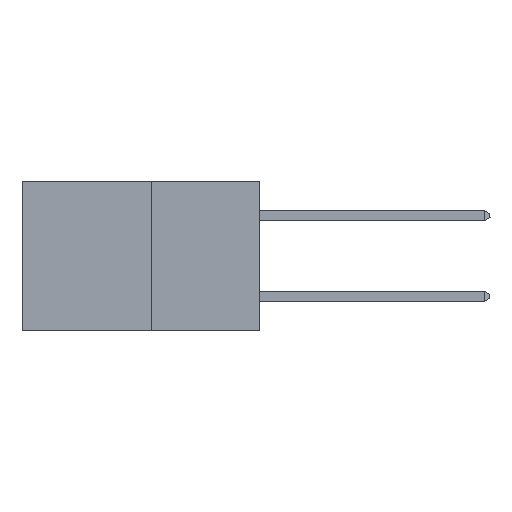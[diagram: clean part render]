
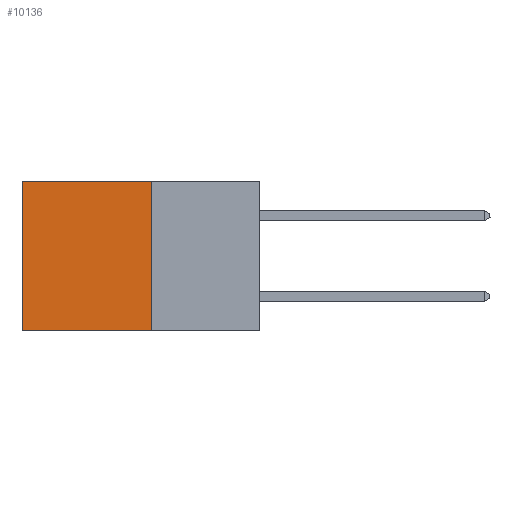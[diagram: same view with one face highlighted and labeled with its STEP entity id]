
A CAD part, left-side view. The second image highlights one B-rep face of the part: STEP entity #10136.
In plain terms, the highlighted planar face has unit normal (-1, 0, 0).
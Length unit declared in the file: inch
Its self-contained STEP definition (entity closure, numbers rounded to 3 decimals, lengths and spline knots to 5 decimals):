
#379 = CARTESIAN_POINT ( 'NONE',  ( 0.277, 0.27, -0.37 ) ) ;
#565 = LINE ( 'NONE', #3371, #6948 ) ;
#2023 = DIRECTION ( 'NONE',  ( 0., 0., -1. ) ) ;
#2155 = VERTEX_POINT ( 'NONE', #379 ) ;
#2484 = CARTESIAN_POINT ( 'NONE',  ( 0.277, 0.27, 0. ) ) ;
#3371 = CARTESIAN_POINT ( 'NONE',  ( 0.277, 0.27, -0.37 ) ) ;
#4150 = CARTESIAN_POINT ( 'NONE',  ( 0.277, 0.27, -0.37 ) ) ;
#5979 = LINE ( 'NONE', #15411, #19244 ) ;
#6162 = EDGE_CURVE ( 'NONE', #13039, #11984, #26758, .T. ) ;
#6948 = VECTOR ( 'NONE', #32538, 39.37008 ) ;
#7936 = CARTESIAN_POINT ( 'NONE',  ( 0.277, 0.27, 0. ) ) ;
#10136 = ADVANCED_FACE ( 'NONE', ( #28276 ), #28046, .F. ) ;
#11740 = ORIENTED_EDGE ( 'NONE', *, *, #28464, .F. ) ;
#11984 = VERTEX_POINT ( 'NONE', #16870 ) ;
#13039 = VERTEX_POINT ( 'NONE', #24180 ) ;
#14912 = DIRECTION ( 'NONE',  ( 1., 0., 0. ) ) ;
#15091 = AXIS2_PLACEMENT_3D ( 'NONE', #4150, #14912, #33276 ) ;
#15411 = CARTESIAN_POINT ( 'NONE',  ( 0.277, 0.27, -0.37 ) ) ;
#15845 = DIRECTION ( 'NONE',  ( 0., 1., 0. ) ) ;
#16870 = CARTESIAN_POINT ( 'NONE',  ( 0.277, 0.59, -0.37 ) ) ;
#17803 = LINE ( 'NONE', #7936, #24801 ) ;
#18085 = VECTOR ( 'NONE', #22984, 39.37008 ) ;
#19244 = VECTOR ( 'NONE', #2023, 39.37008 ) ;
#19590 = EDGE_CURVE ( 'NONE', #27491, #2155, #5979, .T. ) ;
#19815 = ORIENTED_EDGE ( 'NONE', *, *, #25424, .T. ) ;
#20726 = ORIENTED_EDGE ( 'NONE', *, *, #19590, .F. ) ;
#22984 = DIRECTION ( 'NONE',  ( 0., 0., -1. ) ) ;
#23726 = EDGE_LOOP ( 'NONE', ( #31859, #11740, #20726, #19815 ) ) ;
#24180 = CARTESIAN_POINT ( 'NONE',  ( 0.277, 0.59, 0. ) ) ;
#24801 = VECTOR ( 'NONE', #15845, 39.37008 ) ;
#25424 = EDGE_CURVE ( 'NONE', #27491, #13039, #17803, .T. ) ;
#26758 = LINE ( 'NONE', #30239, #18085 ) ;
#27491 = VERTEX_POINT ( 'NONE', #2484 ) ;
#28046 = PLANE ( 'NONE',  #15091 ) ;
#28276 = FACE_OUTER_BOUND ( 'NONE', #23726, .T. ) ;
#28464 = EDGE_CURVE ( 'NONE', #2155, #11984, #565, .T. ) ;
#30239 = CARTESIAN_POINT ( 'NONE',  ( 0.277, 0.59, -0.37 ) ) ;
#31859 = ORIENTED_EDGE ( 'NONE', *, *, #6162, .T. ) ;
#32538 = DIRECTION ( 'NONE',  ( 0., 1., 0. ) ) ;
#33276 = DIRECTION ( 'NONE',  ( 0., 0., -1. ) ) ;
